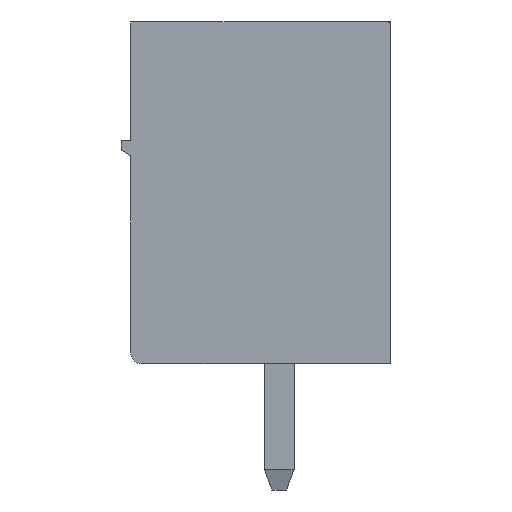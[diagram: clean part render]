
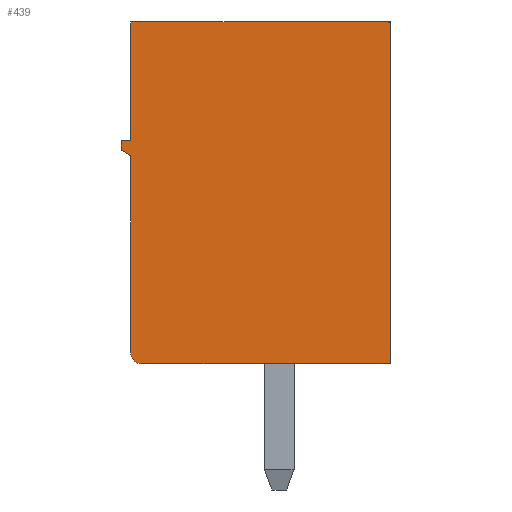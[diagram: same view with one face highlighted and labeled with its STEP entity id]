
A CAD part, left-side view. The second image highlights one B-rep face of the part: STEP entity #439.
In plain terms, the highlighted planar face has unit normal (-1, 0, 0).
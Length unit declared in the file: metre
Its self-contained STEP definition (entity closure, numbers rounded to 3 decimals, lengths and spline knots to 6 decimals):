
#439=ADVANCED_FACE('',(#1081),#1082,.T.);
#1081=FACE_OUTER_BOUND('',#1927,.T.);
#1082=PLANE('',#1928);
#1927=EDGE_LOOP('',(#3262,#3263,#3264,#3265,#3266,#3267,#3268,#3269,#3270));
#1928=AXIS2_PLACEMENT_3D('',#3271,#3272,#3273);
#3262=ORIENTED_EDGE('',*,*,#5046,.F.);
#3263=ORIENTED_EDGE('',*,*,#5050,.F.);
#3264=ORIENTED_EDGE('',*,*,#5054,.F.);
#3265=ORIENTED_EDGE('',*,*,#5058,.F.);
#3266=ORIENTED_EDGE('',*,*,#5062,.T.);
#3267=ORIENTED_EDGE('',*,*,#5186,.T.);
#3268=ORIENTED_EDGE('',*,*,#5154,.T.);
#3269=ORIENTED_EDGE('',*,*,#5080,.T.);
#3270=ORIENTED_EDGE('',*,*,#5042,.F.);
#3271=CARTESIAN_POINT('',(-1.087027,0.01036,-0.008267));
#3272=DIRECTION('',(-1.0,0.,0.0));
#3273=DIRECTION('',(0.,-1.0,0.0));
#5042=EDGE_CURVE('',#6021,#6017,#6023,.T.);
#5046=EDGE_CURVE('',#6027,#6021,#6029,.T.);
#5050=EDGE_CURVE('',#6033,#6027,#6035,.T.);
#5054=EDGE_CURVE('',#6039,#6033,#6041,.T.);
#5058=EDGE_CURVE('',#6045,#6039,#6047,.T.);
#5062=EDGE_CURVE('',#6045,#6051,#6053,.T.);
#5080=EDGE_CURVE('',#6084,#6017,#6087,.T.);
#5154=EDGE_CURVE('',#6233,#6084,#6234,.T.);
#5186=EDGE_CURVE('',#6051,#6233,#6287,.T.);
#6017=VERTEX_POINT('',#7437);
#6021=VERTEX_POINT('',#7443);
#6023=LINE('',#7446,#7447);
#6027=VERTEX_POINT('',#7452);
#6029=LINE('',#7455,#7456);
#6033=VERTEX_POINT('',#7461);
#6035=LINE('',#7464,#7465);
#6039=VERTEX_POINT('',#7470);
#6041=LINE('',#7473,#7474);
#6045=VERTEX_POINT('',#7479);
#6047=LINE('',#7482,#7483);
#6051=VERTEX_POINT('',#7487);
#6053=CIRCLE('',#7490,0.0003);
#6084=VERTEX_POINT('',#7534);
#6087=LINE('',#7539,#7540);
#6233=VERTEX_POINT('',#7752);
#6234=LINE('',#7753,#7754);
#6287=LINE('',#7836,#7837);
#7437=CARTESIAN_POINT('',(-1.087027,0.01086,0.000933));
#7443=CARTESIAN_POINT('',(-1.087027,0.01086,-0.002267));
#7446=CARTESIAN_POINT('',(-1.087027,0.01086,-0.008267));
#7447=VECTOR('',#9495,1.0);
#7452=CARTESIAN_POINT('',(-1.087027,0.01111,-0.002267));
#7455=CARTESIAN_POINT('',(-1.087027,0.01036,-0.002267));
#7456=VECTOR('',#9498,1.0);
#7461=CARTESIAN_POINT('',(-1.087027,0.01111,-0.002517));
#7464=CARTESIAN_POINT('',(-1.087027,0.01111,-0.008267));
#7465=VECTOR('',#9501,1.0);
#7470=CARTESIAN_POINT('',(-1.087027,0.01086,-0.002667));
#7473=CARTESIAN_POINT('',(-1.087027,0.008021,-0.00437));
#7474=VECTOR('',#9504,1.0);
#7479=CARTESIAN_POINT('',(-1.087027,0.01086,-0.007967));
#7482=CARTESIAN_POINT('',(-1.087027,0.01086,-0.008267));
#7483=VECTOR('',#9507,1.0);
#7487=CARTESIAN_POINT('',(-1.087027,0.01056,-0.008267));
#7490=AXIS2_PLACEMENT_3D('',#9512,#9513,#9514);
#7534=CARTESIAN_POINT('',(-1.087027,0.00386,0.000933));
#7539=CARTESIAN_POINT('',(-1.087027,0.01036,0.000933));
#7540=VECTOR('',#9533,1.0);
#7752=CARTESIAN_POINT('',(-1.087027,0.00386,-0.008267));
#7753=CARTESIAN_POINT('',(-1.087027,0.00386,-0.008267));
#7754=VECTOR('',#9618,1.0);
#7836=CARTESIAN_POINT('',(-1.087027,0.01036,-0.008267));
#7837=VECTOR('',#9651,1.0);
#9495=DIRECTION('',(0.,0.,1.0));
#9498=DIRECTION('',(0.,-1.0,0.));
#9501=DIRECTION('',(0.,0.,1.0));
#9504=DIRECTION('',(0.,0.857,0.514));
#9507=DIRECTION('',(0.,0.,1.0));
#9512=CARTESIAN_POINT('',(-1.087027,0.01056,-0.007967));
#9513=DIRECTION('',(-1.0,0.,0.0));
#9514=DIRECTION('',(0.,-1.0,0.0));
#9533=DIRECTION('',(0.,1.0,-0.0));
#9618=DIRECTION('',(0.0,0.0,1.0));
#9651=DIRECTION('',(0.,-1.0,0.0));
